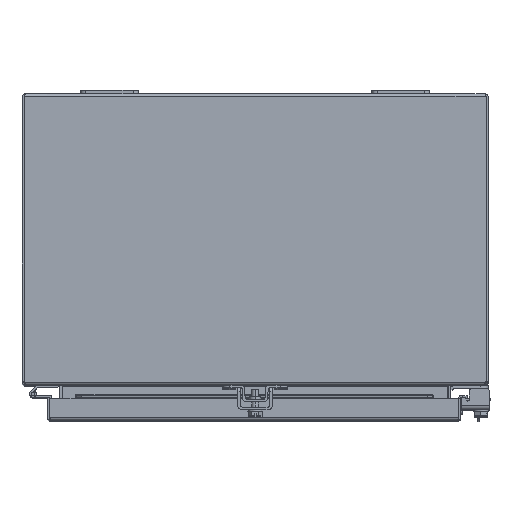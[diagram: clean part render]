
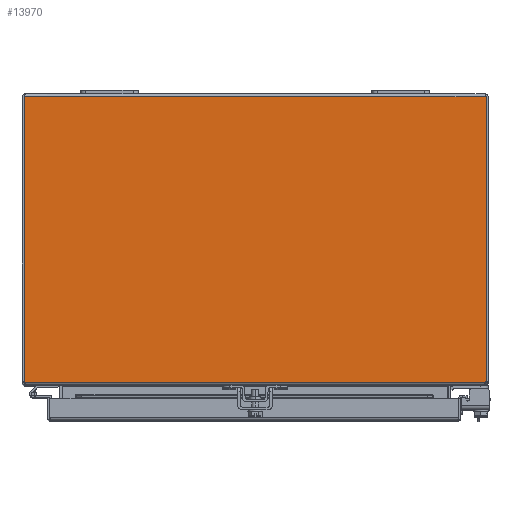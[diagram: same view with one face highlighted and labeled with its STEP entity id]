
A CAD part, top view. The second image highlights one B-rep face of the part: STEP entity #13970.
In plain terms, the highlighted planar face has unit normal (0, 0, 1).
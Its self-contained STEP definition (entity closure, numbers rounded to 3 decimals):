
#320 = CARTESIAN_POINT ( 'NONE',  ( 7.928, -0.108, 10. ) ) ;
#537 = EDGE_CURVE ( 'NONE', #36819, #39366, #25567, .T. ) ;
#1653 = CARTESIAN_POINT ( 'NONE',  ( -7.922, -9.892, 10. ) ) ;
#3058 = VECTOR ( 'NONE', #40026, 39.37 ) ;
#4051 = DIRECTION ( 'NONE',  ( -1., 0., 0. ) ) ;
#6094 = VERTEX_POINT ( 'NONE', #41025 ) ;
#6511 = CARTESIAN_POINT ( 'NONE',  ( 7.928, 0., 10. ) ) ;
#7367 = LINE ( 'NONE', #21688, #3058 ) ;
#7804 = VERTEX_POINT ( 'NONE', #26089 ) ;
#11507 = ORIENTED_EDGE ( 'NONE', *, *, #537, .F. ) ;
#12047 = AXIS2_PLACEMENT_3D ( 'NONE', #25670, #32721, #29195 ) ;
#12750 = CARTESIAN_POINT ( 'NONE',  ( -7.928, -9.859, 10. ) ) ;
#13970 = ADVANCED_FACE ( 'NONE', ( #18856 ), #39796, .F. ) ;
#15484 = EDGE_CURVE ( 'NONE', #39110, #34149, #17305, .T. ) ;
#17305 = LINE ( 'NONE', #6511, #44750 ) ;
#18856 = FACE_OUTER_BOUND ( 'NONE', #44810, .T. ) ;
#19710 = EDGE_CURVE ( 'NONE', #34149, #7804, #43528, .T. ) ;
#20110 = CARTESIAN_POINT ( 'NONE',  ( -7.928, 0., 10. ) ) ;
#20379 = EDGE_CURVE ( 'NONE', #7804, #36819, #7367, .T. ) ;
#20834 = DIRECTION ( 'NONE',  ( 0., -1., 0. ) ) ;
#20979 = VECTOR ( 'NONE', #34475, 39.37 ) ;
#21688 = CARTESIAN_POINT ( 'NONE',  ( 55.406, -9.892, 10. ) ) ;
#23642 = AXIS2_PLACEMENT_3D ( 'NONE', #25889, #36265, #4051 ) ;
#24910 = CARTESIAN_POINT ( 'NONE',  ( 7.928, -9.859, 10. ) ) ;
#25567 = CIRCLE ( 'NONE', #12047, 0.1 ) ;
#25670 = CARTESIAN_POINT ( 'NONE',  ( -7.828, -9.859, 10. ) ) ;
#25889 = CARTESIAN_POINT ( 'NONE',  ( 55.406, 0., 10. ) ) ;
#26089 = CARTESIAN_POINT ( 'NONE',  ( 7.922, -9.892, 10. ) ) ;
#29195 = DIRECTION ( 'NONE',  ( -1., 0., 0. ) ) ;
#30023 = DIRECTION ( 'NONE',  ( 0., 0., -1. ) ) ;
#31683 = ORIENTED_EDGE ( 'NONE', *, *, #20379, .F. ) ;
#31992 = ORIENTED_EDGE ( 'NONE', *, *, #15484, .F. ) ;
#32016 = LINE ( 'NONE', #46355, #46455 ) ;
#32721 = DIRECTION ( 'NONE',  ( 0., 0., -1. ) ) ;
#33614 = ORIENTED_EDGE ( 'NONE', *, *, #35449, .F. ) ;
#34149 = VERTEX_POINT ( 'NONE', #24910 ) ;
#34475 = DIRECTION ( 'NONE',  ( 0., 1., 0. ) ) ;
#35449 = EDGE_CURVE ( 'NONE', #6094, #39110, #32016, .T. ) ;
#35787 = DIRECTION ( 'NONE',  ( 1., 0., 0. ) ) ;
#36264 = EDGE_CURVE ( 'NONE', #39366, #6094, #44339, .T. ) ;
#36265 = DIRECTION ( 'NONE',  ( 0., 0., -1. ) ) ;
#36819 = VERTEX_POINT ( 'NONE', #1653 ) ;
#37316 = CARTESIAN_POINT ( 'NONE',  ( 7.828, -9.859, 10. ) ) ;
#39110 = VERTEX_POINT ( 'NONE', #320 ) ;
#39366 = VERTEX_POINT ( 'NONE', #12750 ) ;
#39480 = ORIENTED_EDGE ( 'NONE', *, *, #36264, .F. ) ;
#39796 = PLANE ( 'NONE',  #23642 ) ;
#40026 = DIRECTION ( 'NONE',  ( -1., 0., 0. ) ) ;
#41025 = CARTESIAN_POINT ( 'NONE',  ( -7.928, -0.108, 10. ) ) ;
#41313 = AXIS2_PLACEMENT_3D ( 'NONE', #37316, #30023, #41547 ) ;
#41547 = DIRECTION ( 'NONE',  ( 1., 0., 0. ) ) ;
#43528 = CIRCLE ( 'NONE', #41313, 0.1 ) ;
#44339 = LINE ( 'NONE', #20110, #20979 ) ;
#44552 = ORIENTED_EDGE ( 'NONE', *, *, #19710, .F. ) ;
#44750 = VECTOR ( 'NONE', #20834, 39.37 ) ;
#44810 = EDGE_LOOP ( 'NONE', ( #44552, #31992, #33614, #39480, #11507, #31683 ) ) ;
#46355 = CARTESIAN_POINT ( 'NONE',  ( -7.892, -0.108, 10. ) ) ;
#46455 = VECTOR ( 'NONE', #35787, 39.37 ) ;
